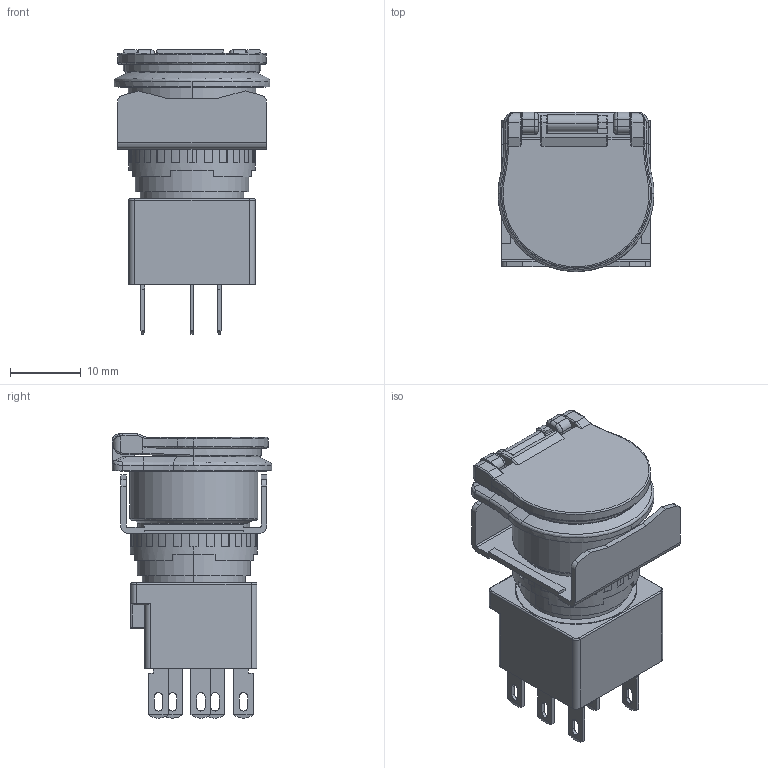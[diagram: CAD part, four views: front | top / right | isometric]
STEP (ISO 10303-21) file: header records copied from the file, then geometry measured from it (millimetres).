
FILE_DESCRIPTION (( 'STEP AP214' ), '1' );
FILE_NAME ('289_LB6GL-[M][A]1Tx[1][3][4]$.STEP', '2020-09-25T02:26:46', ( 'IDEC' ), ( 'IDEC' ), 'SwSTEP 2.0', 'SolidWorks 2019', '' );
FILE_SCHEMA (( 'AUTOMOTIVE_DESIGN' ));
Length unit declared in the file: millimetre
Products named in the file (5): LB-OPERATOR-M; 289_LB6GL-[M][A]1Tx[1][3][4]$; LB-T20; LB-FL-G-BODY-M; LB-FL-NUT-SET
Assembly tree (4 placements, depth 2):
  289_LB6GL-[M][A]1Tx[1][3][4]$
    LB-FL-G-BODY-M
    LB-OPERATOR-M
    LB-T20
    LB-FL-NUT-SET
Bounding box: 22 x 22.5 x 40.1 mm (x, y, z)
Volume: 8543.3 mm3; surface area: 7700 mm2
Topology: 4 solids, 4 shells, 659 faces, 1722 edges, 1078 vertices
Faces by surface type: plane 308, cylinder 245, bspline 87, cone 19
Entity records: 24369 total; most frequent: CARTESIAN_POINT 7474, ORIENTED_EDGE 3424, DIRECTION 3163, EDGE_CURVE 1712, AXIS2_PLACEMENT_3D 1094, VERTEX_POINT 1078, VECTOR 975, LINE 975
